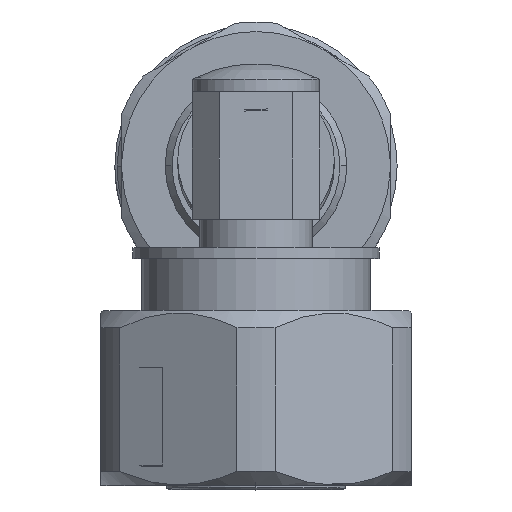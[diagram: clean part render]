
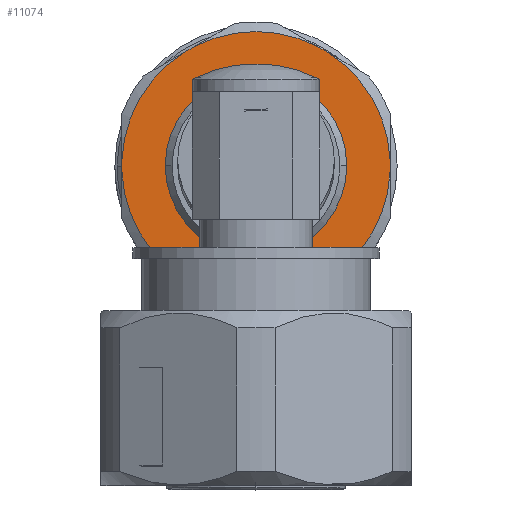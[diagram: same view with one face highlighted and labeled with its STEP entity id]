
A CAD part, top view. The second image highlights one B-rep face of the part: STEP entity #11074.
In plain terms, the highlighted face is planar.
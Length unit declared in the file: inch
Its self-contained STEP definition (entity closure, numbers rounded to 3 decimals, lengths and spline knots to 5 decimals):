
#62 = CARTESIAN_POINT ( 'NONE',  ( 0.82661, 0.41751, 0.02488 ) ) ;
#162 = DIRECTION ( 'NONE',  ( 0., 0., -1. ) ) ;
#243 = DIRECTION ( 'NONE',  ( 1., 0., 0. ) ) ;
#296 = CARTESIAN_POINT ( 'NONE',  ( 0.82661, -0.2303, 0.34913 ) ) ;
#385 = EDGE_CURVE ( 'NONE', #10351, #9970, #9203, .T. ) ;
#394 = CARTESIAN_POINT ( 'NONE',  ( 0.82661, 0., 0. ) ) ;
#572 = DIRECTION ( 'NONE',  ( 1., 0., 0. ) ) ;
#593 = CARTESIAN_POINT ( 'NONE',  ( 0.82661, 0.37441, -0.37402 ) ) ;
#708 = CARTESIAN_POINT ( 'NONE',  ( 0.82661, -0.01717, 0.37402 ) ) ;
#733 = ORIENTED_EDGE ( 'NONE', *, *, #2030, .T. ) ;
#871 = VERTEX_POINT ( 'NONE', #11346 ) ;
#977 = AXIS2_PLACEMENT_3D ( 'NONE', #6131, #5001, #10903 ) ;
#1060 = VECTOR ( 'NONE', #11966, 39.37008 ) ;
#1073 = ORIENTED_EDGE ( 'NONE', *, *, #385, .T. ) ;
#1172 = ORIENTED_EDGE ( 'NONE', *, *, #5968, .T. ) ;
#1314 = CARTESIAN_POINT ( 'NONE',  ( 0.82661, 0., 0.25314 ) ) ;
#1574 = CIRCLE ( 'NONE', #6515, 0.37441 ) ;
#1706 = EDGE_CURVE ( 'NONE', #1923, #871, #7178, .T. ) ;
#1756 = DIRECTION ( 'NONE',  ( 1., 0., 0. ) ) ;
#1789 = CIRCLE ( 'NONE', #10283, 0.37441 ) ;
#1853 = CARTESIAN_POINT ( 'NONE',  ( 0.82661, 0.33249, -0.17214 ) ) ;
#1923 = VERTEX_POINT ( 'NONE', #6332 ) ;
#2030 = EDGE_CURVE ( 'NONE', #11144, #2184, #7793, .T. ) ;
#2080 = ORIENTED_EDGE ( 'NONE', *, *, #11540, .F. ) ;
#2184 = VERTEX_POINT ( 'NONE', #7394 ) ;
#2363 = ORIENTED_EDGE ( 'NONE', *, *, #10590, .T. ) ;
#2501 = DIRECTION ( 'NONE',  ( 0., 0., -1. ) ) ;
#2537 = VERTEX_POINT ( 'NONE', #7192 ) ;
#2550 = DIRECTION ( 'NONE',  ( 0., 0., -1. ) ) ;
#2686 = CIRCLE ( 'NONE', #10540, 0.37441 ) ;
#2773 = DIRECTION ( 'NONE',  ( 1., 0., 0. ) ) ;
#3100 = VERTEX_POINT ( 'NONE', #7117 ) ;
#3205 = CARTESIAN_POINT ( 'NONE',  ( 0.82661, 0.31532, 0.20187 ) ) ;
#3265 = CARTESIAN_POINT ( 'NONE',  ( 0.82661, 0.41751, -0.02488 ) ) ;
#3440 = DIRECTION ( 'NONE',  ( 1., 0., 0. ) ) ;
#3574 = CARTESIAN_POINT ( 'NONE',  ( 0.82661, 0.37441, 0. ) ) ;
#3589 = ORIENTED_EDGE ( 'NONE', *, *, #12640, .T. ) ;
#3700 = VERTEX_POINT ( 'NONE', #3205 ) ;
#3872 = ORIENTED_EDGE ( 'NONE', *, *, #11227, .T. ) ;
#3922 = EDGE_CURVE ( 'NONE', #3100, #11964, #8351, .T. ) ;
#4233 = EDGE_LOOP ( 'NONE', ( #5553, #2080 ) ) ;
#4454 = PLANE ( 'NONE',  #12515 ) ;
#4508 = AXIS2_PLACEMENT_3D ( 'NONE', #5675, #2773, #9626 ) ;
#4654 = CARTESIAN_POINT ( 'NONE',  ( 0.82661, 0., 0. ) ) ;
#4826 = DIRECTION ( 'NONE',  ( 0., 0., -1. ) ) ;
#5001 = DIRECTION ( 'NONE',  ( 1., 0., 0. ) ) ;
#5114 = ORIENTED_EDGE ( 'NONE', *, *, #9446, .T. ) ;
#5310 = FACE_OUTER_BOUND ( 'NONE', #6670, .T. ) ;
#5446 = CARTESIAN_POINT ( 'NONE',  ( 0.82661, -0.33249, -0.17214 ) ) ;
#5481 = FACE_BOUND ( 'NONE', #4233, .T. ) ;
#5553 = ORIENTED_EDGE ( 'NONE', *, *, #3922, .F. ) ;
#5672 = VECTOR ( 'NONE', #6890, 39.37008 ) ;
#5675 = CARTESIAN_POINT ( 'NONE',  ( 0.82661, 0., 0. ) ) ;
#5968 = EDGE_CURVE ( 'NONE', #10026, #7181, #11748, .T. ) ;
#6131 = CARTESIAN_POINT ( 'NONE',  ( 0.82661, 0., 0. ) ) ;
#6332 = CARTESIAN_POINT ( 'NONE',  ( 0.82661, 0.01717, -0.37402 ) ) ;
#6394 = CARTESIAN_POINT ( 'NONE',  ( 0.82661, 0., 0. ) ) ;
#6444 = EDGE_CURVE ( 'NONE', #9970, #2537, #1574, .T. ) ;
#6515 = AXIS2_PLACEMENT_3D ( 'NONE', #12196, #3440, #2550 ) ;
#6670 = EDGE_LOOP ( 'NONE', ( #733, #2363, #3589, #1172, #3872, #7412, #5114, #1073, #7893, #11514, #10823, #9480 ) ) ;
#6888 = LINE ( 'NONE', #3265, #11039 ) ;
#6890 = DIRECTION ( 'NONE',  ( 0., 0.5, -0.866 ) ) ;
#7117 = CARTESIAN_POINT ( 'NONE',  ( 0.82661, 0., -0.25314 ) ) ;
#7178 = CIRCLE ( 'NONE', #12537, 0.37441 ) ;
#7181 = VERTEX_POINT ( 'NONE', #708 ) ;
#7192 = CARTESIAN_POINT ( 'NONE',  ( 0.82661, -0.01717, -0.37402 ) ) ;
#7276 = CARTESIAN_POINT ( 'NONE',  ( 0.82661, -0.31532, -0.20187 ) ) ;
#7318 = CARTESIAN_POINT ( 'NONE',  ( 0.82661, -0.31532, 0.20187 ) ) ;
#7338 = CARTESIAN_POINT ( 'NONE',  ( 0.82661, -0.33249, 0.17214 ) ) ;
#7394 = CARTESIAN_POINT ( 'NONE',  ( 0.82661, 0.33249, 0.17214 ) ) ;
#7412 = ORIENTED_EDGE ( 'NONE', *, *, #8524, .T. ) ;
#7455 = VERTEX_POINT ( 'NONE', #7338 ) ;
#7648 = LINE ( 'NONE', #593, #8551 ) ;
#7793 = CIRCLE ( 'NONE', #11533, 0.37441 ) ;
#7893 = ORIENTED_EDGE ( 'NONE', *, *, #6444, .T. ) ;
#8073 = CIRCLE ( 'NONE', #4508, 0.25314 ) ;
#8211 = DIRECTION ( 'NONE',  ( 0., 0., -1. ) ) ;
#8257 = DIRECTION ( 'NONE',  ( 0., 0.5, 0.866 ) ) ;
#8351 = CIRCLE ( 'NONE', #9654, 0.25314 ) ;
#8414 = CARTESIAN_POINT ( 'NONE',  ( 0.82661, 0.37441, 0.37402 ) ) ;
#8457 = DIRECTION ( 'NONE',  ( 0., 1., 0. ) ) ;
#8491 = DIRECTION ( 'NONE',  ( 0., -1., 0. ) ) ;
#8524 = EDGE_CURVE ( 'NONE', #8640, #7455, #11673, .T. ) ;
#8551 = VECTOR ( 'NONE', #8457, 39.37008 ) ;
#8640 = VERTEX_POINT ( 'NONE', #7318 ) ;
#8816 = CARTESIAN_POINT ( 'NONE',  ( 0.82661, 0., 0. ) ) ;
#8846 = LINE ( 'NONE', #62, #11169 ) ;
#8862 = DIRECTION ( 'NONE',  ( 1., 0., 0. ) ) ;
#9203 = LINE ( 'NONE', #10963, #5672 ) ;
#9242 = CARTESIAN_POINT ( 'NONE',  ( 0.82661, 0.01717, 0.37402 ) ) ;
#9446 = EDGE_CURVE ( 'NONE', #7455, #10351, #11341, .T. ) ;
#9480 = ORIENTED_EDGE ( 'NONE', *, *, #9682, .T. ) ;
#9485 = DIRECTION ( 'NONE',  ( 1., 0., 0. ) ) ;
#9626 = DIRECTION ( 'NONE',  ( 0., 0., -1. ) ) ;
#9654 = AXIS2_PLACEMENT_3D ( 'NONE', #4654, #1756, #4826 ) ;
#9682 = EDGE_CURVE ( 'NONE', #871, #11144, #6888, .T. ) ;
#9790 = DIRECTION ( 'NONE',  ( 0., -0.5, 0.866 ) ) ;
#9875 = DIRECTION ( 'NONE',  ( 0., 0., -1. ) ) ;
#9891 = CARTESIAN_POINT ( 'NONE',  ( 0.82661, 0., 0. ) ) ;
#9970 = VERTEX_POINT ( 'NONE', #7276 ) ;
#10026 = VERTEX_POINT ( 'NONE', #9242 ) ;
#10091 = EDGE_CURVE ( 'NONE', #2537, #1923, #7648, .T. ) ;
#10283 = AXIS2_PLACEMENT_3D ( 'NONE', #6394, #572, #2501 ) ;
#10351 = VERTEX_POINT ( 'NONE', #5446 ) ;
#10540 = AXIS2_PLACEMENT_3D ( 'NONE', #394, #12271, #8211 ) ;
#10590 = EDGE_CURVE ( 'NONE', #2184, #3700, #8846, .T. ) ;
#10823 = ORIENTED_EDGE ( 'NONE', *, *, #1706, .T. ) ;
#10903 = DIRECTION ( 'NONE',  ( 0., 0., -1. ) ) ;
#10963 = CARTESIAN_POINT ( 'NONE',  ( 0.82661, -0.2303, -0.34913 ) ) ;
#11039 = VECTOR ( 'NONE', #8257, 39.37008 ) ;
#11074 = ADVANCED_FACE ( 'NONE', ( #5481, #5310 ), #4454, .T. ) ;
#11120 = VECTOR ( 'NONE', #8491, 39.37008 ) ;
#11144 = VERTEX_POINT ( 'NONE', #1853 ) ;
#11169 = VECTOR ( 'NONE', #9790, 39.37008 ) ;
#11227 = EDGE_CURVE ( 'NONE', #7181, #8640, #1789, .T. ) ;
#11341 = CIRCLE ( 'NONE', #977, 0.37441 ) ;
#11346 = CARTESIAN_POINT ( 'NONE',  ( 0.82661, 0.31532, -0.20187 ) ) ;
#11514 = ORIENTED_EDGE ( 'NONE', *, *, #10091, .T. ) ;
#11533 = AXIS2_PLACEMENT_3D ( 'NONE', #9891, #243, #162 ) ;
#11540 = EDGE_CURVE ( 'NONE', #11964, #3100, #8073, .T. ) ;
#11673 = LINE ( 'NONE', #296, #1060 ) ;
#11748 = LINE ( 'NONE', #8414, #11120 ) ;
#11964 = VERTEX_POINT ( 'NONE', #1314 ) ;
#11966 = DIRECTION ( 'NONE',  ( 0., -0.5, -0.866 ) ) ;
#12196 = CARTESIAN_POINT ( 'NONE',  ( 0.82661, 0., 0. ) ) ;
#12271 = DIRECTION ( 'NONE',  ( 1., 0., 0. ) ) ;
#12333 = DIRECTION ( 'NONE',  ( 0., 0., -1. ) ) ;
#12515 = AXIS2_PLACEMENT_3D ( 'NONE', #3574, #9485, #12333 ) ;
#12537 = AXIS2_PLACEMENT_3D ( 'NONE', #8816, #8862, #9875 ) ;
#12640 = EDGE_CURVE ( 'NONE', #3700, #10026, #2686, .T. ) ;
